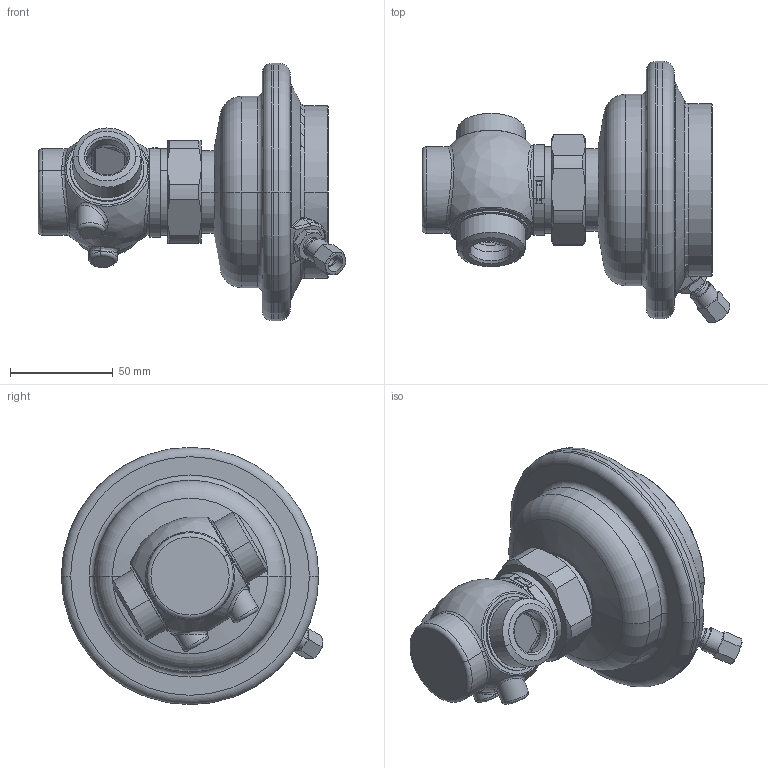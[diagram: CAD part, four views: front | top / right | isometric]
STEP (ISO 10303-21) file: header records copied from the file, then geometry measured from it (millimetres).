
FILE_DESCRIPTION((''),'2;1');
FILE_NAME('003H6302','2015-02-24T',('u317927'),('Danfoss'),'PRO/ENGINEER BY PARAMETRIC TECHNOLOGY CORPORATION, 2014000','PRO/ENGINEER BY PARAMETRIC TECHNOLOGY CORPORATION, 2014000','');
FILE_SCHEMA(('CONFIG_CONTROL_DESIGN'));
Length unit declared in the file: millimetre
Products named in the file (1): 003H6302
Bounding box: 149.7 x 127.07 x 125.18 mm (x, y, z)
Volume: 258024.8 mm3; surface area: 116077 mm2
Topology: 1 solids, 1 shells, 683 faces, 1566 edges, 928 vertices
Faces by surface type: plane 158, cylinder 155, bspline 153, cone 109, torus 103, sphere 5
Entity records: 28437 total; most frequent: CARTESIAN_POINT 13973, ORIENTED_EDGE 3128, DIRECTION 2901, EDGE_CURVE 1564, AXIS2_PLACEMENT_3D 1249, VERTEX_POINT 928, EDGE_LOOP 734, CIRCLE 719
